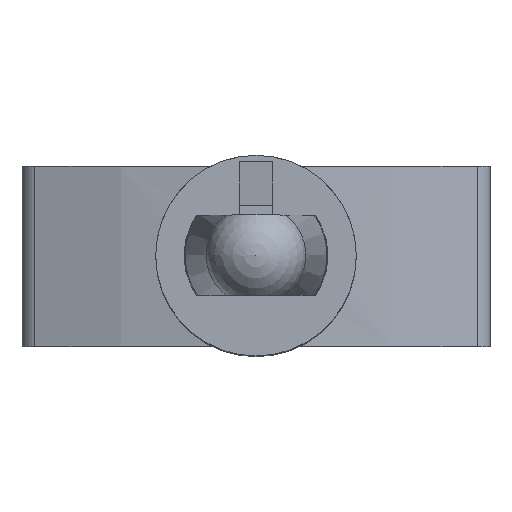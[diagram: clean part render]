
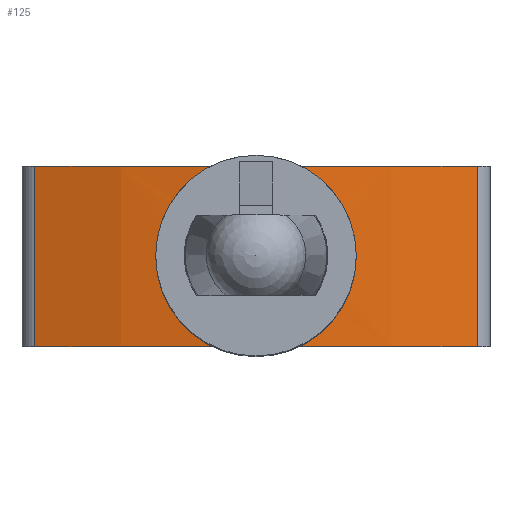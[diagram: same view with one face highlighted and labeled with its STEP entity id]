
A CAD part, top view. The second image highlights one B-rep face of the part: STEP entity #125.
In plain terms, the highlighted cylindrical face has radius 18.267 mm (diameter 36.534 mm), a partial arc.
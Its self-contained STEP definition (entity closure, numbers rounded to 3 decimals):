
#125 = ADVANCED_FACE( '', ( #323, #324 ), #325, .T. );
#323 = FACE_OUTER_BOUND( '', #666, .T. );
#324 = FACE_BOUND( '', #667, .T. );
#325 = CYLINDRICAL_SURFACE( '', #668, 18.267 );
#666 = EDGE_LOOP( '', ( #1997, #1998, #1999, #2000 ) );
#667 = EDGE_LOOP( '', ( #2001, #2002 ) );
#668 = AXIS2_PLACEMENT_3D( '', #2003, #2004, #2005 );
#1997 = ORIENTED_EDGE( '', *, *, #2747, .F. );
#1998 = ORIENTED_EDGE( '', *, *, #2748, .F. );
#1999 = ORIENTED_EDGE( '', *, *, #2749, .T. );
#2000 = ORIENTED_EDGE( '', *, *, #2718, .T. );
#2001 = ORIENTED_EDGE( '', *, *, #2750, .T. );
#2002 = ORIENTED_EDGE( '', *, *, #2751, .T. );
#2003 = CARTESIAN_POINT( '', ( 0., -2.7, -30.207 ) );
#2004 = DIRECTION( '', ( 0., -1., 0. ) );
#2005 = DIRECTION( '', ( 0., 0., 1. ) );
#2718 = EDGE_CURVE( '', #3041, #3038, #3042, .T. );
#2747 = EDGE_CURVE( '', #3092, #3038, #3093, .T. );
#2748 = EDGE_CURVE( '', #3094, #3092, #3095, .T. );
#2749 = EDGE_CURVE( '', #3094, #3041, #3096, .T. );
#2750 = EDGE_CURVE( '', #3097, #3098, #3099, .T. );
#2751 = EDGE_CURVE( '', #3098, #3097, #3100, .T. );
#3038 = VERTEX_POINT( '', #3507 );
#3041 = VERTEX_POINT( '', #3510 );
#3042 = LINE( '', #3511, #3512 );
#3092 = VERTEX_POINT( '', #3618 );
#3093 = CIRCLE( '', #3619, 18.267 );
#3094 = VERTEX_POINT( '', #3620 );
#3095 = LINE( '', #3621, #3622 );
#3096 = CIRCLE( '', #3623, 18.267 );
#3097 = VERTEX_POINT( '', #3624 );
#3098 = VERTEX_POINT( '', #3625 );
#3099 = B_SPLINE_CURVE_WITH_KNOTS( '', 3, ( #3626, #3627, #3628, #3629, #3630, #3631, #3632, #3633, #3634, #3635, #3636, #3637, #3638, #3639, #3640, #3641, #3642, #3643 ), .UNSPECIFIED., .F., .F., ( 4, 2, 2, 2, 2, 2, 2, 2, 4 ), ( 0., 0.001, 0.002, 0.002, 0.003, 0.004, 0.005, 0.006, 0.006 ), .UNSPECIFIED. );
#3100 = B_SPLINE_CURVE_WITH_KNOTS( '', 3, ( #3644, #3645, #3646, #3647, #3648, #3649, #3650, #3651, #3652, #3653, #3654, #3655, #3656, #3657, #3658, #3659, #3660, #3661 ), .UNSPECIFIED., .F., .F., ( 4, 2, 2, 2, 2, 2, 2, 2, 4 ), ( 0., 0.001, 0.002, 0.002, 0.003, 0.004, 0.005, 0.006, 0.006 ), .UNSPECIFIED. );
#3507 = CARTESIAN_POINT( '', ( 6.617, 2.7, -13.181 ) );
#3510 = CARTESIAN_POINT( '', ( 6.617, -2.7, -13.181 ) );
#3511 = CARTESIAN_POINT( '', ( 6.617, -2.7, -13.181 ) );
#3512 = VECTOR( '', #4689, 1000. );
#3618 = CARTESIAN_POINT( '', ( -6.617, 2.7, -13.181 ) );
#3619 = AXIS2_PLACEMENT_3D( '', #4711, #4712, #4713 );
#3620 = CARTESIAN_POINT( '', ( -6.617, -2.7, -13.181 ) );
#3621 = CARTESIAN_POINT( '', ( -6.617, -2.7, -13.181 ) );
#3622 = VECTOR( '', #4714, 1000. );
#3623 = AXIS2_PLACEMENT_3D( '', #4715, #4716, #4717 );
#3624 = CARTESIAN_POINT( '', ( -2.07, 0., -12.058 ) );
#3625 = CARTESIAN_POINT( '', ( 2.07, 0., -12.058 ) );
#3626 = CARTESIAN_POINT( '', ( -2.07, 0., -12.058 ) );
#3627 = CARTESIAN_POINT( '', ( -2.051, 0.264, -12.055 ) );
#3628 = CARTESIAN_POINT( '', ( -1.986, 0.524, -12.048 ) );
#3629 = CARTESIAN_POINT( '', ( -1.764, 1.004, -12.025 ) );
#3630 = CARTESIAN_POINT( '', ( -1.61, 1.223, -12.01 ) );
#3631 = CARTESIAN_POINT( '', ( -1.235, 1.593, -11.981 ) );
#3632 = CARTESIAN_POINT( '', ( -1.013, 1.745, -11.966 ) );
#3633 = CARTESIAN_POINT( '', ( -0.528, 1.954, -11.946 ) );
#3634 = CARTESIAN_POINT( '', ( -0.264, 2.01, -11.94 ) );
#3635 = CARTESIAN_POINT( '', ( 0.264, 2.01, -11.94 ) );
#3636 = CARTESIAN_POINT( '', ( 0.527, 1.954, -11.946 ) );
#3637 = CARTESIAN_POINT( '', ( 1.012, 1.745, -11.966 ) );
#3638 = CARTESIAN_POINT( '', ( 1.234, 1.594, -11.981 ) );
#3639 = CARTESIAN_POINT( '', ( 1.61, 1.223, -12.01 ) );
#3640 = CARTESIAN_POINT( '', ( 1.764, 1.004, -12.025 ) );
#3641 = CARTESIAN_POINT( '', ( 1.985, 0.525, -12.048 ) );
#3642 = CARTESIAN_POINT( '', ( 2.051, 0.264, -12.055 ) );
#3643 = CARTESIAN_POINT( '', ( 2.07, 0., -12.058 ) );
#3644 = CARTESIAN_POINT( '', ( 2.07, 0., -12.058 ) );
#3645 = CARTESIAN_POINT( '', ( 2.051, -0.264, -12.055 ) );
#3646 = CARTESIAN_POINT( '', ( 1.986, -0.524, -12.048 ) );
#3647 = CARTESIAN_POINT( '', ( 1.764, -1.004, -12.025 ) );
#3648 = CARTESIAN_POINT( '', ( 1.61, -1.223, -12.01 ) );
#3649 = CARTESIAN_POINT( '', ( 1.235, -1.593, -11.981 ) );
#3650 = CARTESIAN_POINT( '', ( 1.013, -1.745, -11.966 ) );
#3651 = CARTESIAN_POINT( '', ( 0.528, -1.954, -11.946 ) );
#3652 = CARTESIAN_POINT( '', ( 0.264, -2.01, -11.94 ) );
#3653 = CARTESIAN_POINT( '', ( -0.264, -2.01, -11.94 ) );
#3654 = CARTESIAN_POINT( '', ( -0.527, -1.954, -11.946 ) );
#3655 = CARTESIAN_POINT( '', ( -1.012, -1.745, -11.966 ) );
#3656 = CARTESIAN_POINT( '', ( -1.234, -1.594, -11.981 ) );
#3657 = CARTESIAN_POINT( '', ( -1.61, -1.223, -12.01 ) );
#3658 = CARTESIAN_POINT( '', ( -1.764, -1.004, -12.025 ) );
#3659 = CARTESIAN_POINT( '', ( -1.985, -0.525, -12.048 ) );
#3660 = CARTESIAN_POINT( '', ( -2.051, -0.264, -12.055 ) );
#3661 = CARTESIAN_POINT( '', ( -2.07, 0., -12.058 ) );
#4689 = DIRECTION( '', ( 0., 1., 0. ) );
#4711 = CARTESIAN_POINT( '', ( 0., 2.7, -30.207 ) );
#4712 = DIRECTION( '', ( 0., 1., 0. ) );
#4713 = DIRECTION( '', ( 1., 0., 0. ) );
#4714 = DIRECTION( '', ( 0., 1., 0. ) );
#4715 = CARTESIAN_POINT( '', ( 0., -2.7, -30.207 ) );
#4716 = DIRECTION( '', ( 0., 1., 0. ) );
#4717 = DIRECTION( '', ( 1., 0., 0. ) );
